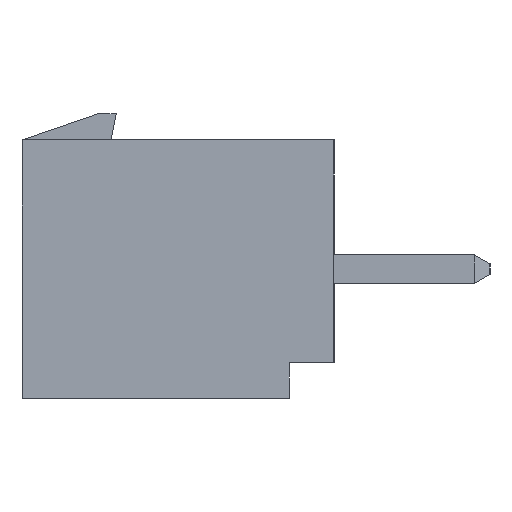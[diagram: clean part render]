
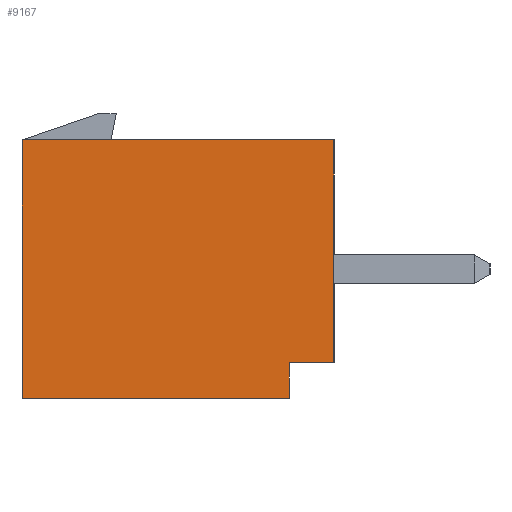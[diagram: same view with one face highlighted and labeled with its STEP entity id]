
A CAD part, left-side view. The second image highlights one B-rep face of the part: STEP entity #9167.
In plain terms, the highlighted planar face has unit normal (-1, 0, 0).
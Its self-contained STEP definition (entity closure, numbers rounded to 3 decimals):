
#30=DIRECTION('',(0.,0.,1.));
#31=VECTOR('',#30,5.);
#32=CARTESIAN_POINT('',(-16.2,0.,-2.1));
#33=LINE('',#32,#31);
#709=DIRECTION('',(0.,1.,0.));
#710=VECTOR('',#709,7.);
#711=CARTESIAN_POINT('',(-16.2,0.,2.9));
#712=LINE('',#711,#710);
#961=DIRECTION('',(0.,0.,1.));
#962=VECTOR('',#961,5.8);
#963=CARTESIAN_POINT('',(-16.2,7.,-2.9));
#964=LINE('',#963,#962);
#2564=DIRECTION('',(0.,0.,-1.));
#2565=VECTOR('',#2564,0.8);
#2566=CARTESIAN_POINT('',(-16.2,1.,-2.1));
#2567=LINE('',#2566,#2565);
#2571=DIRECTION('',(0.,1.,0.));
#2572=VECTOR('',#2571,6.);
#2573=CARTESIAN_POINT('',(-16.2,1.,-2.9));
#2574=LINE('',#2573,#2572);
#2578=DIRECTION('',(0.,1.,0.));
#2579=VECTOR('',#2578,1.);
#2580=CARTESIAN_POINT('',(-16.2,0.,-2.1));
#2581=LINE('',#2580,#2579);
#5889=CARTESIAN_POINT('',(-16.2,7.,-2.9));
#5890=CARTESIAN_POINT('',(-16.2,7.,2.9));
#5891=VERTEX_POINT('',#5889);
#5892=VERTEX_POINT('',#5890);
#5897=CARTESIAN_POINT('',(-16.2,0.,2.9));
#5898=VERTEX_POINT('',#5897);
#5917=CARTESIAN_POINT('',(-16.2,1.,-2.1));
#5918=CARTESIAN_POINT('',(-16.2,1.,-2.9));
#5919=VERTEX_POINT('',#5917);
#5920=VERTEX_POINT('',#5918);
#5925=CARTESIAN_POINT('',(-16.2,0.,-2.1));
#5926=VERTEX_POINT('',#5925);
#9153=CARTESIAN_POINT('',(-16.2,0.,-2.9));
#9154=DIRECTION('',(-1.,0.,0.));
#9155=DIRECTION('',(0.,0.,1.));
#9156=AXIS2_PLACEMENT_3D('',#9153,#9154,#9155);
#9157=PLANE('',#9156);
#9158=ORIENTED_EDGE('',*,*,#9144,.T.);
#9160=ORIENTED_EDGE('',*,*,#9159,.T.);
#9161=ORIENTED_EDGE('',*,*,#7521,.T.);
#9162=ORIENTED_EDGE('',*,*,#7279,.F.);
#9163=ORIENTED_EDGE('',*,*,#6946,.F.);
#9164=ORIENTED_EDGE('',*,*,#8479,.T.);
#9165=EDGE_LOOP('',(#9158,#9160,#9161,#9162,#9163,#9164));
#9166=FACE_OUTER_BOUND('',#9165,.F.);
#9167=ADVANCED_FACE('',(#9166),#9157,.T.);
#6946=EDGE_CURVE('',#5926,#5898,#33,.T.);
#7279=EDGE_CURVE('',#5898,#5892,#712,.T.);
#7521=EDGE_CURVE('',#5891,#5892,#964,.T.);
#8479=EDGE_CURVE('',#5926,#5919,#2581,.T.);
#9144=EDGE_CURVE('',#5919,#5920,#2567,.T.);
#9159=EDGE_CURVE('',#5920,#5891,#2574,.T.);
